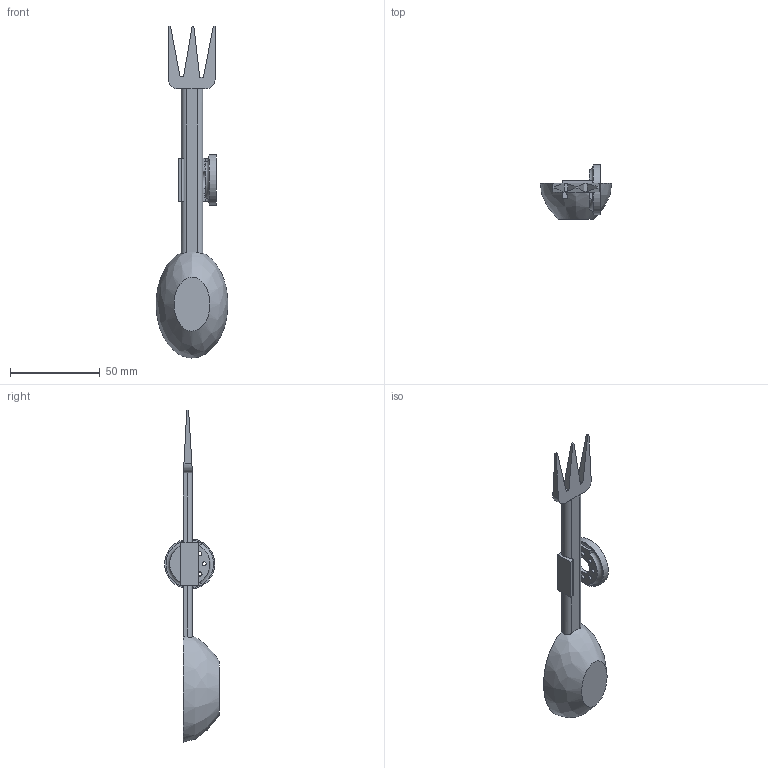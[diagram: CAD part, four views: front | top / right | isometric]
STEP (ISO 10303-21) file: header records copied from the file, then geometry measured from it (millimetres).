
FILE_DESCRIPTION(/* description */ (''),/* implementation_level */ '2;1');
FILE_NAME(/* name */ 'end_effector.stp',/* time_stamp */ '2025-09-20T06:49:38+09:00',/* author */ ('wlgns'),/* organization */ (''),/* preprocessor_version */ 'ST-DEVELOPER v20.1',/* originating_system */ 'Autodesk Inventor 2026',/* authorisation */ '');
FILE_SCHEMA (('AUTOMOTIVE_DESIGN { 1 0 10303 214 3 1 1 }'));
Length unit declared in the file: millimetre
Products named in the file (1): end_effector
Bounding box: 39.97 x 30.47 x 184.99 mm (x, y, z)
Volume: 13468.2 mm3; surface area: 14741.2 mm2
Topology: 1 solids, 1 shells, 97 faces, 297 edges, 203 vertices
Faces by surface type: plane 77, cylinder 16, torus 2, bspline 2
Full cylindrical faces by diameter (mm): 2.3 x5, 10 x1, 22.4 x1, 28 x1
Entity records: 3802 total; most frequent: CARTESIAN_POINT 1093, ORIENTED_EDGE 586, DIRECTION 507, EDGE_CURVE 293, LINE 219, VECTOR 219, VERTEX_POINT 191, AXIS2_PLACEMENT_3D 144
